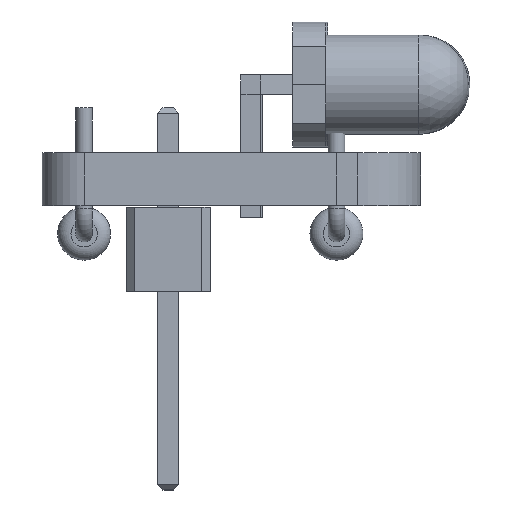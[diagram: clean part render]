
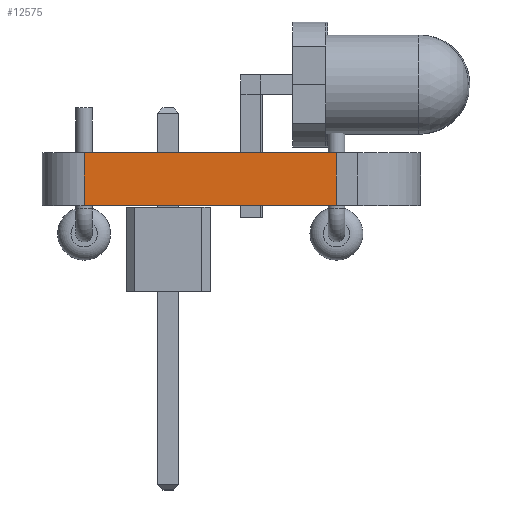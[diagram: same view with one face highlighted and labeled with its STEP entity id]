
A CAD part, left-side view. The second image highlights one B-rep face of the part: STEP entity #12575.
In plain terms, the highlighted planar face has unit normal (-1, 0, 0).
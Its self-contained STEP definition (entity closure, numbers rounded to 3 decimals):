
#12392 = CYLINDRICAL_SURFACE('',#12393,1.27);
#12393 = AXIS2_PLACEMENT_3D('',#12394,#12395,#12396);
#12394 = CARTESIAN_POINT('',(142.24,-92.71,0.));
#12395 = DIRECTION('',(-0.,-0.,-1.));
#12396 = DIRECTION('',(1.,0.,-0.));
#12417 = VERTEX_POINT('',#12418);
#12418 = CARTESIAN_POINT('',(140.97,-92.71,1.6));
#12433 = PLANE('',#12434);
#12434 = AXIS2_PLACEMENT_3D('',#12435,#12436,#12437);
#12435 = CARTESIAN_POINT('',(146.05,-97.066,1.6));
#12436 = DIRECTION('',(0.,0.,1.));
#12437 = DIRECTION('',(1.,0.,-0.));
#12445 = EDGE_CURVE('',#12446,#12417,#12448,.T.);
#12446 = VERTEX_POINT('',#12447);
#12447 = CARTESIAN_POINT('',(140.97,-92.71,0.));
#12448 = SURFACE_CURVE('',#12449,(#12453,#12460),.PCURVE_S1.);
#12449 = LINE('',#12450,#12451);
#12450 = CARTESIAN_POINT('',(140.97,-92.71,0.));
#12451 = VECTOR('',#12452,1.);
#12452 = DIRECTION('',(0.,0.,1.));
#12453 = PCURVE('',#12392,#12454);
#12454 = DEFINITIONAL_REPRESENTATION('',(#12455),#12459);
#12455 = LINE('',#12456,#12457);
#12456 = CARTESIAN_POINT('',(-3.142,0.));
#12457 = VECTOR('',#12458,1.);
#12458 = DIRECTION('',(-0.,-1.));
#12459 = ( GEOMETRIC_REPRESENTATION_CONTEXT(2) 
PARAMETRIC_REPRESENTATION_CONTEXT() REPRESENTATION_CONTEXT('2D SPACE',''
  ) );
#12460 = PCURVE('',#12461,#12466);
#12461 = PLANE('',#12462);
#12462 = AXIS2_PLACEMENT_3D('',#12463,#12464,#12465);
#12463 = CARTESIAN_POINT('',(140.97,-92.71,0.));
#12464 = DIRECTION('',(1.,0.,-0.));
#12465 = DIRECTION('',(0.,-1.,0.));
#12466 = DEFINITIONAL_REPRESENTATION('',(#12467),#12471);
#12467 = LINE('',#12468,#12469);
#12468 = CARTESIAN_POINT('',(0.,0.));
#12469 = VECTOR('',#12470,1.);
#12470 = DIRECTION('',(0.,-1.));
#12471 = ( GEOMETRIC_REPRESENTATION_CONTEXT(2) 
PARAMETRIC_REPRESENTATION_CONTEXT() REPRESENTATION_CONTEXT('2D SPACE',''
  ) );
#12488 = PLANE('',#12489);
#12489 = AXIS2_PLACEMENT_3D('',#12490,#12491,#12492);
#12490 = CARTESIAN_POINT('',(146.05,-97.066,0.));
#12491 = DIRECTION('',(0.,0.,1.));
#12492 = DIRECTION('',(1.,0.,-0.));
#12575 = ADVANCED_FACE('',(#12576),#12461,.F.);
#12576 = FACE_BOUND('',#12577,.F.);
#12577 = EDGE_LOOP('',(#12578,#12579,#12602,#12630));
#12578 = ORIENTED_EDGE('',*,*,#12445,.T.);
#12579 = ORIENTED_EDGE('',*,*,#12580,.T.);
#12580 = EDGE_CURVE('',#12417,#12581,#12583,.T.);
#12581 = VERTEX_POINT('',#12582);
#12582 = CARTESIAN_POINT('',(140.97,-100.33,1.6));
#12583 = SURFACE_CURVE('',#12584,(#12588,#12595),.PCURVE_S1.);
#12584 = LINE('',#12585,#12586);
#12585 = CARTESIAN_POINT('',(140.97,-92.71,1.6));
#12586 = VECTOR('',#12587,1.);
#12587 = DIRECTION('',(0.,-1.,0.));
#12588 = PCURVE('',#12461,#12589);
#12589 = DEFINITIONAL_REPRESENTATION('',(#12590),#12594);
#12590 = LINE('',#12591,#12592);
#12591 = CARTESIAN_POINT('',(0.,-1.6));
#12592 = VECTOR('',#12593,1.);
#12593 = DIRECTION('',(1.,0.));
#12594 = ( GEOMETRIC_REPRESENTATION_CONTEXT(2) 
PARAMETRIC_REPRESENTATION_CONTEXT() REPRESENTATION_CONTEXT('2D SPACE',''
  ) );
#12595 = PCURVE('',#12433,#12596);
#12596 = DEFINITIONAL_REPRESENTATION('',(#12597),#12601);
#12597 = LINE('',#12598,#12599);
#12598 = CARTESIAN_POINT('',(-5.08,4.356));
#12599 = VECTOR('',#12600,1.);
#12600 = DIRECTION('',(0.,-1.));
#12601 = ( GEOMETRIC_REPRESENTATION_CONTEXT(2) 
PARAMETRIC_REPRESENTATION_CONTEXT() REPRESENTATION_CONTEXT('2D SPACE',''
  ) );
#12602 = ORIENTED_EDGE('',*,*,#12603,.F.);
#12603 = EDGE_CURVE('',#12604,#12581,#12606,.T.);
#12604 = VERTEX_POINT('',#12605);
#12605 = CARTESIAN_POINT('',(140.97,-100.33,0.));
#12606 = SURFACE_CURVE('',#12607,(#12611,#12618),.PCURVE_S1.);
#12607 = LINE('',#12608,#12609);
#12608 = CARTESIAN_POINT('',(140.97,-100.33,0.));
#12609 = VECTOR('',#12610,1.);
#12610 = DIRECTION('',(0.,0.,1.));
#12611 = PCURVE('',#12461,#12612);
#12612 = DEFINITIONAL_REPRESENTATION('',(#12613),#12617);
#12613 = LINE('',#12614,#12615);
#12614 = CARTESIAN_POINT('',(7.62,0.));
#12615 = VECTOR('',#12616,1.);
#12616 = DIRECTION('',(0.,-1.));
#12617 = ( GEOMETRIC_REPRESENTATION_CONTEXT(2) 
PARAMETRIC_REPRESENTATION_CONTEXT() REPRESENTATION_CONTEXT('2D SPACE',''
  ) );
#12618 = PCURVE('',#12619,#12624);
#12619 = PLANE('',#12620);
#12620 = AXIS2_PLACEMENT_3D('',#12621,#12622,#12623);
#12621 = CARTESIAN_POINT('',(140.97,-100.33,0.));
#12622 = DIRECTION('',(1.,0.,-0.));
#12623 = DIRECTION('',(0.,-1.,0.));
#12624 = DEFINITIONAL_REPRESENTATION('',(#12625),#12629);
#12625 = LINE('',#12626,#12627);
#12626 = CARTESIAN_POINT('',(0.,0.));
#12627 = VECTOR('',#12628,1.);
#12628 = DIRECTION('',(0.,-1.));
#12629 = ( GEOMETRIC_REPRESENTATION_CONTEXT(2) 
PARAMETRIC_REPRESENTATION_CONTEXT() REPRESENTATION_CONTEXT('2D SPACE',''
  ) );
#12630 = ORIENTED_EDGE('',*,*,#12631,.F.);
#12631 = EDGE_CURVE('',#12446,#12604,#12632,.T.);
#12632 = SURFACE_CURVE('',#12633,(#12637,#12644),.PCURVE_S1.);
#12633 = LINE('',#12634,#12635);
#12634 = CARTESIAN_POINT('',(140.97,-92.71,0.));
#12635 = VECTOR('',#12636,1.);
#12636 = DIRECTION('',(0.,-1.,0.));
#12637 = PCURVE('',#12461,#12638);
#12638 = DEFINITIONAL_REPRESENTATION('',(#12639),#12643);
#12639 = LINE('',#12640,#12641);
#12640 = CARTESIAN_POINT('',(0.,0.));
#12641 = VECTOR('',#12642,1.);
#12642 = DIRECTION('',(1.,0.));
#12643 = ( GEOMETRIC_REPRESENTATION_CONTEXT(2) 
PARAMETRIC_REPRESENTATION_CONTEXT() REPRESENTATION_CONTEXT('2D SPACE',''
  ) );
#12644 = PCURVE('',#12488,#12645);
#12645 = DEFINITIONAL_REPRESENTATION('',(#12646),#12650);
#12646 = LINE('',#12647,#12648);
#12647 = CARTESIAN_POINT('',(-5.08,4.356));
#12648 = VECTOR('',#12649,1.);
#12649 = DIRECTION('',(0.,-1.));
#12650 = ( GEOMETRIC_REPRESENTATION_CONTEXT(2) 
PARAMETRIC_REPRESENTATION_CONTEXT() REPRESENTATION_CONTEXT('2D SPACE',''
  ) );
